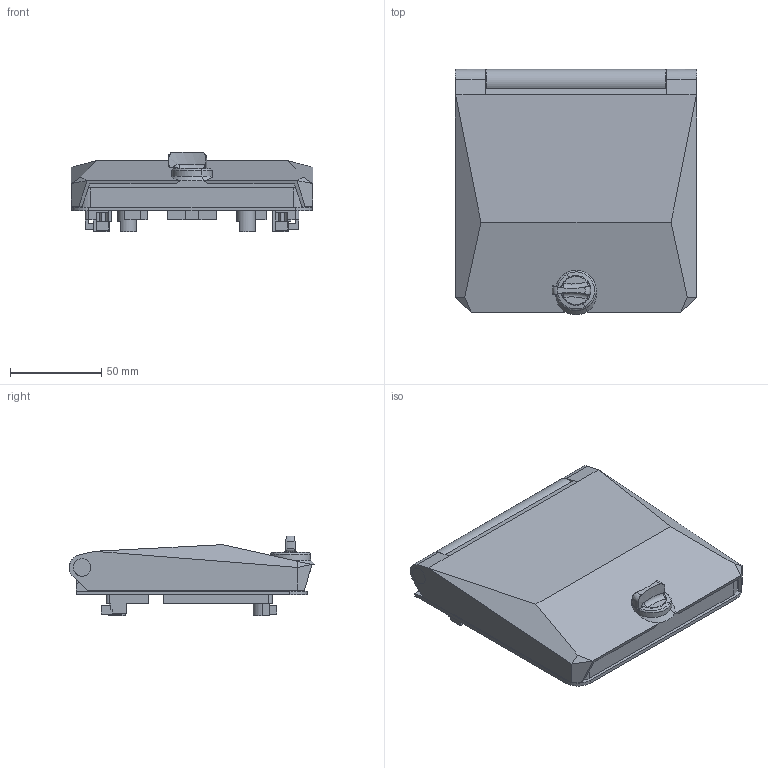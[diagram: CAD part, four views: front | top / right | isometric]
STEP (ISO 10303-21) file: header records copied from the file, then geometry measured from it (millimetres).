
FILE_DESCRIPTION(('CATIA V5 STEP Exchange','CAx-IF Rec.Pracs.--- Model Styling and Organization---1.4--- 2014-01-23'),'2;1');
FILE_NAME ('1120372-4_1_2669640000_2669640000.stp','2020-05-14T05:37:39+00:00',('none'),('Weidmueller'),'CATIA Version 5-6 Release 2016 SP3 HF44','CATIA V5 STEP AP214','none');
FILE_SCHEMA(('AUTOMOTIVE_DESIGN { 1 0 10303 214 1 1 1 1 }'));
Length unit declared in the file: millimetre
Products named in the file (1): 2669640000
Bounding box: 131.8 x 134.14 x 43.6 mm (x, y, z)
Volume: 159478.5 mm3; surface area: 87103.6 mm2
Topology: 13 solids, 13 shells, 532 faces, 1435 edges, 947 vertices
Faces by surface type: plane 371, cylinder 133, torus 10, sphere 10, cone 4, bspline 4
Entity records: 16707 total; most frequent: CARTESIAN_POINT 3996, ORIENTED_EDGE 2870, DIRECTION 2082, EDGE_CURVE 1435, VECTOR 1016, LINE 1016, VERTEX_POINT 947, AXIS2_PLACEMENT_3D 686
